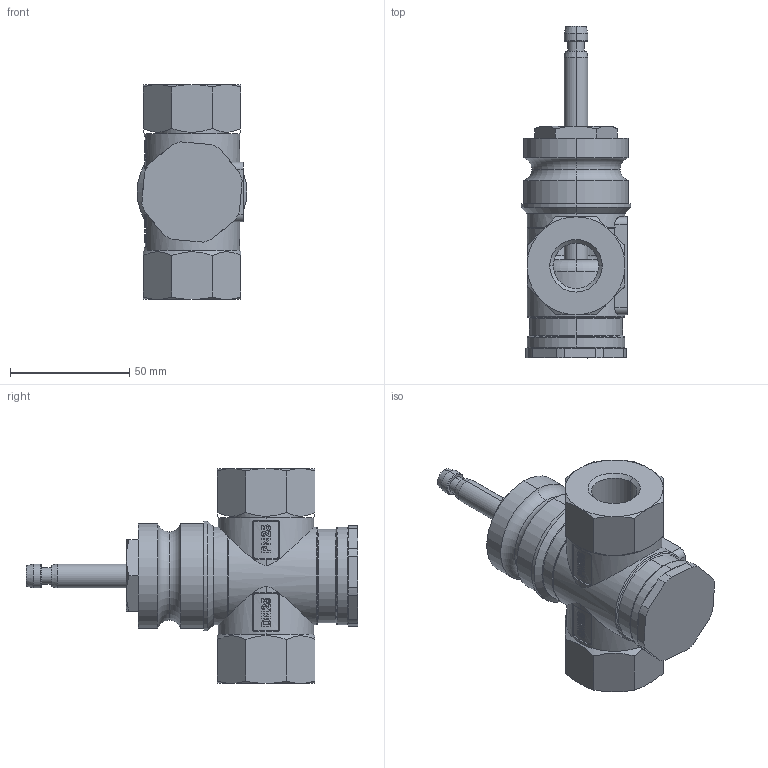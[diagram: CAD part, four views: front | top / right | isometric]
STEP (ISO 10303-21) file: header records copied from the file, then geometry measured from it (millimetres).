
FILE_DESCRIPTION((''),'2;1');
FILE_NAME('3D_STEP_CAD_MODEL_OF__SW0001','2023-04-18T12:16:37',('phili'),(''),'CREO PARAMETRIC BY PTC INC, 2019010','CREO PARAMETRIC BY PTC INC, 2019010','');
FILE_SCHEMA(('CONFIG_CONTROL_DESIGN'));
Length unit declared in the file: millimetre
Products named in the file (1): 3D_STEP_CAD_MODEL_OF__SW0001
Bounding box: 46 x 139 x 90 mm (x, y, z)
Surface area: 54254.9 mm2 (no closed solid volume)
Topology: 0 solids, 20 shells, 358 faces, 1421 edges, 1071 vertices
Faces by surface type: cylinder 137, plane 77, cone 60, bspline 43, torus 41
Entity records: 25776 total; most frequent: CARTESIAN_POINT 14871, ORIENTED_EDGE 2187, DIRECTION 2018, EDGE_CURVE 1419, VERTEX_POINT 1071, AXIS2_PLACEMENT_3D 792, B_SPLINE_CURVE_WITH_KNOTS 508, CIRCLE 477
